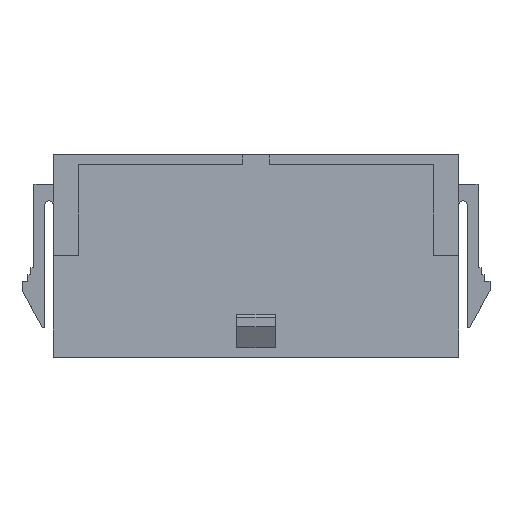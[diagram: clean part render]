
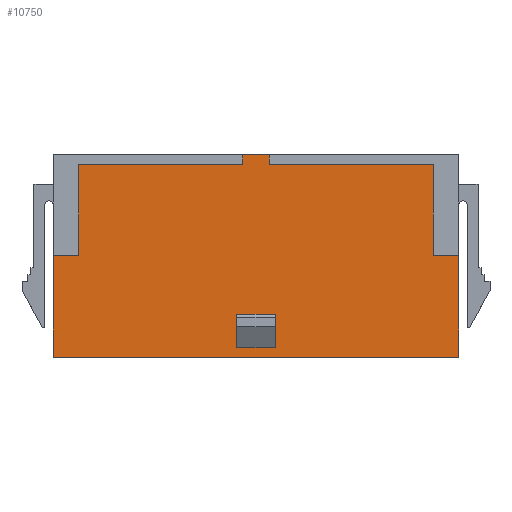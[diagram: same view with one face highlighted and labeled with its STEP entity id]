
A CAD part, top view. The second image highlights one B-rep face of the part: STEP entity #10750.
In plain terms, the highlighted planar face has unit normal (0, 0, 1).
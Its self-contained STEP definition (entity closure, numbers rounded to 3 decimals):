
#864=ORIENTED_EDGE('',*,*,#3902,.F.);
#865=ORIENTED_EDGE('',*,*,#3903,.T.);
#866=ORIENTED_EDGE('',*,*,#3904,.T.);
#867=ORIENTED_EDGE('',*,*,#3905,.F.);
#868=ORIENTED_EDGE('',*,*,#3404,.F.);
#869=ORIENTED_EDGE('',*,*,#3860,.F.);
#870=ORIENTED_EDGE('',*,*,#3901,.F.);
#871=ORIENTED_EDGE('',*,*,#3899,.F.);
#872=ORIENTED_EDGE('',*,*,#3897,.F.);
#873=ORIENTED_EDGE('',*,*,#3895,.F.);
#874=ORIENTED_EDGE('',*,*,#3316,.F.);
#875=ORIENTED_EDGE('',*,*,#3894,.F.);
#876=ORIENTED_EDGE('',*,*,#3892,.F.);
#877=ORIENTED_EDGE('',*,*,#3890,.F.);
#878=ORIENTED_EDGE('',*,*,#3888,.F.);
#879=ORIENTED_EDGE('',*,*,#3872,.F.);
#3316=EDGE_CURVE('',#4880,#4881,#5903,.T.);
#3404=EDGE_CURVE('',#4968,#4966,#5991,.T.);
#3860=EDGE_CURVE('',#5342,#4968,#6447,.T.);
#3872=EDGE_CURVE('',#4966,#5353,#6459,.T.);
#3888=EDGE_CURVE('',#5353,#5365,#6475,.T.);
#3890=EDGE_CURVE('',#5365,#5366,#6477,.T.);
#3892=EDGE_CURVE('',#5366,#5367,#6479,.T.);
#3894=EDGE_CURVE('',#5367,#4880,#6481,.T.);
#3895=EDGE_CURVE('',#4881,#5368,#6482,.T.);
#3897=EDGE_CURVE('',#5368,#5369,#6484,.T.);
#3899=EDGE_CURVE('',#5369,#5370,#6486,.T.);
#3901=EDGE_CURVE('',#5370,#5342,#6488,.T.);
#3902=EDGE_CURVE('',#5371,#5372,#6489,.T.);
#3903=EDGE_CURVE('',#5371,#5373,#6490,.T.);
#3904=EDGE_CURVE('',#5373,#5374,#6491,.T.);
#3905=EDGE_CURVE('',#5372,#5374,#6492,.T.);
#4880=VERTEX_POINT('',#14765);
#4881=VERTEX_POINT('',#14767);
#4966=VERTEX_POINT('',#14938);
#4968=VERTEX_POINT('',#14942);
#5342=VERTEX_POINT('',#15863);
#5353=VERTEX_POINT('',#15888);
#5365=VERTEX_POINT('',#15920);
#5366=VERTEX_POINT('',#15924);
#5367=VERTEX_POINT('',#15928);
#5368=VERTEX_POINT('',#15934);
#5369=VERTEX_POINT('',#15938);
#5370=VERTEX_POINT('',#15942);
#5371=VERTEX_POINT('',#15948);
#5372=VERTEX_POINT('',#15949);
#5373=VERTEX_POINT('',#15951);
#5374=VERTEX_POINT('',#15953);
#5903=LINE('',#14766,#7421);
#5991=LINE('',#14943,#7509);
#6447=LINE('',#15864,#7965);
#6459=LINE('',#15887,#7977);
#6475=LINE('',#15919,#7993);
#6477=LINE('',#15923,#7995);
#6479=LINE('',#15927,#7997);
#6481=LINE('',#15931,#7999);
#6482=LINE('',#15933,#8000);
#6484=LINE('',#15937,#8002);
#6486=LINE('',#15941,#8004);
#6488=LINE('',#15945,#8006);
#6489=LINE('',#15947,#8007);
#6490=LINE('',#15950,#8008);
#6491=LINE('',#15952,#8009);
#6492=LINE('',#15954,#8010);
#7421=VECTOR('',#11941,1000.);
#7509=VECTOR('',#12031,1000.);
#7965=VECTOR('',#12669,1000.);
#7977=VECTOR('',#12683,1000.);
#7993=VECTOR('',#12707,1000.);
#7995=VECTOR('',#12711,1000.);
#7997=VECTOR('',#12715,1000.);
#7999=VECTOR('',#12719,1000.);
#8000=VECTOR('',#12722,1000.);
#8002=VECTOR('',#12726,1000.);
#8004=VECTOR('',#12730,1000.);
#8006=VECTOR('',#12734,1000.);
#8007=VECTOR('',#12737,1000.);
#8008=VECTOR('',#12738,1000.);
#8009=VECTOR('',#12739,1000.);
#8010=VECTOR('',#12740,1000.);
#9010=EDGE_LOOP('',(#864,#865,#866,#867));
#9011=EDGE_LOOP('',(#868,#869,#870,#871,#872,#873,#874,#875,#876,#877,#878,
#879));
#9619=FACE_BOUND('',#9010,.T.);
#9620=FACE_BOUND('',#9011,.T.);
#10204=PLANE('',#11338);
#10750=ADVANCED_FACE('',(#9619,#9620),#10204,.F.);
#11338=AXIS2_PLACEMENT_3D('',#15946,#12735,#12736);
#11941=DIRECTION('',(1.,0.,0.));
#12031=DIRECTION('',(-1.,0.,0.));
#12669=DIRECTION('',(0.,-1.,0.));
#12683=DIRECTION('',(0.,1.,0.));
#12707=DIRECTION('',(1.,0.,0.));
#12711=DIRECTION('',(0.,1.,0.));
#12715=DIRECTION('',(1.,0.,0.));
#12719=DIRECTION('',(0.,1.,0.));
#12722=DIRECTION('',(0.,-1.,0.));
#12726=DIRECTION('',(1.,0.,0.));
#12730=DIRECTION('',(0.,-1.,0.));
#12734=DIRECTION('',(1.,0.,0.));
#12735=DIRECTION('',(0.,0.,-1.));
#12736=DIRECTION('',(-1.,0.,0.));
#12737=DIRECTION('',(-1.,0.,0.));
#12738=DIRECTION('',(0.,-1.,0.));
#12739=DIRECTION('',(-1.,0.,0.));
#12740=DIRECTION('',(0.,-1.,0.));
#14765=CARTESIAN_POINT('',(-1.1,8.45,1.935));
#14766=CARTESIAN_POINT('',(-1.1,8.45,1.935));
#14767=CARTESIAN_POINT('',(1.1,8.45,1.935));
#14938=CARTESIAN_POINT('',(-16.925,-8.45,1.935));
#14942=CARTESIAN_POINT('',(16.925,-8.45,1.935));
#14943=CARTESIAN_POINT('',(16.925,-8.45,1.935));
#15863=CARTESIAN_POINT('',(16.925,0.05,1.935));
#15864=CARTESIAN_POINT('',(16.925,0.05,1.935));
#15887=CARTESIAN_POINT('',(-16.925,-8.45,1.935));
#15888=CARTESIAN_POINT('',(-16.925,0.05,1.935));
#15919=CARTESIAN_POINT('',(-16.925,0.05,1.935));
#15920=CARTESIAN_POINT('',(-14.8,0.05,1.935));
#15923=CARTESIAN_POINT('',(-14.8,0.05,1.935));
#15924=CARTESIAN_POINT('',(-14.8,7.624,1.935));
#15927=CARTESIAN_POINT('',(-14.8,7.624,1.935));
#15928=CARTESIAN_POINT('',(-1.1,7.624,1.935));
#15931=CARTESIAN_POINT('',(-1.1,7.624,1.935));
#15933=CARTESIAN_POINT('',(1.1,8.45,1.935));
#15934=CARTESIAN_POINT('',(1.1,7.624,1.935));
#15937=CARTESIAN_POINT('',(1.1,7.624,1.935));
#15938=CARTESIAN_POINT('',(14.8,7.624,1.935));
#15941=CARTESIAN_POINT('',(14.8,7.624,1.935));
#15942=CARTESIAN_POINT('',(14.8,0.05,1.935));
#15945=CARTESIAN_POINT('',(14.8,0.05,1.935));
#15946=CARTESIAN_POINT('',(0.,0.,1.935));
#15947=CARTESIAN_POINT('',(1.59,-4.85,1.935));
#15948=CARTESIAN_POINT('',(1.59,-4.85,1.935));
#15949=CARTESIAN_POINT('',(-1.59,-4.85,1.935));
#15950=CARTESIAN_POINT('',(1.59,-7.65,1.935));
#15951=CARTESIAN_POINT('',(1.59,-7.65,1.935));
#15952=CARTESIAN_POINT('',(1.59,-7.65,1.935));
#15953=CARTESIAN_POINT('',(-1.59,-7.65,1.935));
#15954=CARTESIAN_POINT('',(-1.59,-7.65,1.935));
